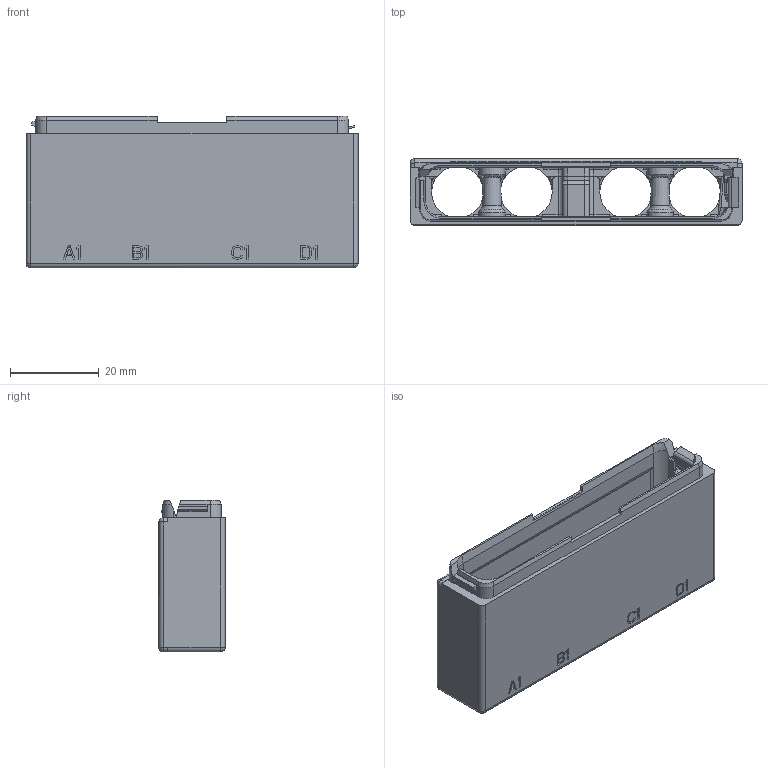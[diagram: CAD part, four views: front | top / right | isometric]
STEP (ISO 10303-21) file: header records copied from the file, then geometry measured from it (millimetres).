
FILE_DESCRIPTION((''),'2;1');
FILE_NAME('00611406007','2019-11-05T',('presta_be4'),(''),'CREO PARAMETRIC BY PTC INC, 2018360','CREO PARAMETRIC BY PTC INC, 2018360','');
FILE_SCHEMA(('CONFIG_CONTROL_DESIGN'));
Products named in the file (1): 00611406007
Bounding box: 75 x 14.96 x 34.32 mm (x, y, z)
Volume: 10098 mm3; surface area: 15270.6 mm2
Topology: 1 solids, 1 shells, 2471 faces, 6914 edges, 4194 vertices
Faces by surface type: plane 915, cylinder 668, torus 306, cone 263, sphere 244, bspline 75
Entity records: 87039 total; most frequent: CARTESIAN_POINT 24579, DIRECTION 13527, ORIENTED_EDGE 12906, EDGE_CURVE 6453, AXIS2_PLACEMENT_3D 5002, VERTEX_POINT 4194, VECTOR 3523, LINE 3523
